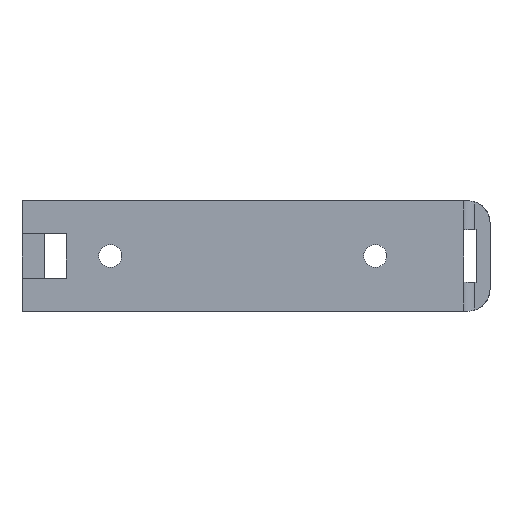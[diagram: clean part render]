
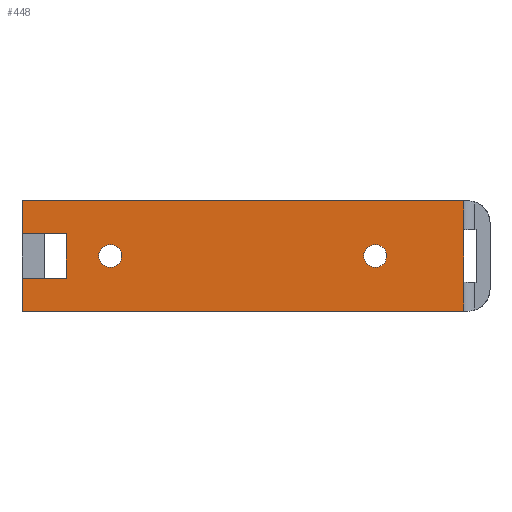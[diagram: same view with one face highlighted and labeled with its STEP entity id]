
A CAD part, top view. The second image highlights one B-rep face of the part: STEP entity #448.
In plain terms, the highlighted planar face has unit normal (0, 0, 1).
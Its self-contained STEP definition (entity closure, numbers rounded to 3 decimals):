
#15=FACE_BOUND('',#67,.T.);
#16=FACE_BOUND('',#68,.T.);
#24=PLANE('',#492);
#44=FACE_OUTER_BOUND('',#66,.T.);
#66=EDGE_LOOP('',(#343,#344,#345,#346,#347,#348,#349,#350,#351,#352));
#67=EDGE_LOOP('',(#353));
#68=EDGE_LOOP('',(#354));
#95=CIRCLE('',#493,2.6);
#96=CIRCLE('',#494,2.6);
#100=LINE('',#646,#150);
#104=LINE('',#655,#154);
#106=LINE('',#670,#156);
#116=LINE('',#698,#166);
#117=LINE('',#700,#167);
#118=LINE('',#702,#168);
#119=LINE('',#704,#169);
#120=LINE('',#706,#170);
#121=LINE('',#708,#171);
#122=LINE('',#709,#172);
#150=VECTOR('',#518,10.);
#154=VECTOR('',#526,10.);
#156=VECTOR('',#534,10.);
#166=VECTOR('',#562,10.);
#167=VECTOR('',#563,10.);
#168=VECTOR('',#564,10.);
#169=VECTOR('',#565,10.);
#170=VECTOR('',#566,10.);
#171=VECTOR('',#567,10.);
#172=VECTOR('',#568,10.);
#204=VERTEX_POINT('',#643);
#205=VERTEX_POINT('',#645);
#208=VERTEX_POINT('',#653);
#212=VERTEX_POINT('',#668);
#221=VERTEX_POINT('',#697);
#222=VERTEX_POINT('',#699);
#223=VERTEX_POINT('',#701);
#224=VERTEX_POINT('',#703);
#225=VERTEX_POINT('',#705);
#226=VERTEX_POINT('',#707);
#227=VERTEX_POINT('',#710);
#228=VERTEX_POINT('',#712);
#246=EDGE_CURVE('',#205,#204,#100,.T.);
#251=EDGE_CURVE('',#204,#208,#104,.T.);
#256=EDGE_CURVE('',#208,#212,#106,.T.);
#270=EDGE_CURVE('',#212,#221,#116,.T.);
#271=EDGE_CURVE('',#221,#222,#117,.T.);
#272=EDGE_CURVE('',#222,#223,#118,.T.);
#273=EDGE_CURVE('',#223,#224,#119,.T.);
#274=EDGE_CURVE('',#224,#225,#120,.T.);
#275=EDGE_CURVE('',#225,#226,#121,.T.);
#276=EDGE_CURVE('',#226,#205,#122,.T.);
#277=EDGE_CURVE('',#227,#227,#95,.T.);
#278=EDGE_CURVE('',#228,#228,#96,.T.);
#343=ORIENTED_EDGE('',*,*,#246,.T.);
#344=ORIENTED_EDGE('',*,*,#251,.T.);
#345=ORIENTED_EDGE('',*,*,#256,.T.);
#346=ORIENTED_EDGE('',*,*,#270,.T.);
#347=ORIENTED_EDGE('',*,*,#271,.T.);
#348=ORIENTED_EDGE('',*,*,#272,.T.);
#349=ORIENTED_EDGE('',*,*,#273,.T.);
#350=ORIENTED_EDGE('',*,*,#274,.T.);
#351=ORIENTED_EDGE('',*,*,#275,.T.);
#352=ORIENTED_EDGE('',*,*,#276,.T.);
#353=ORIENTED_EDGE('',*,*,#277,.T.);
#354=ORIENTED_EDGE('',*,*,#278,.T.);
#448=ADVANCED_FACE('',(#44,#15,#16),#24,.T.);
#492=AXIS2_PLACEMENT_3D('',#696,#560,#561);
#493=AXIS2_PLACEMENT_3D('',#711,#569,#570);
#494=AXIS2_PLACEMENT_3D('',#713,#571,#572);
#518=DIRECTION('',(0.,1.,0.));
#526=DIRECTION('',(0.,1.,0.));
#534=DIRECTION('',(0.,1.,0.));
#560=DIRECTION('center_axis',(0.,0.,1.));
#561=DIRECTION('ref_axis',(1.,0.,0.));
#562=DIRECTION('',(-1.,0.,0.));
#563=DIRECTION('',(0.,-1.,0.));
#564=DIRECTION('',(1.,0.,0.));
#565=DIRECTION('',(0.,-1.,0.));
#566=DIRECTION('',(-1.,0.,0.));
#567=DIRECTION('',(0.,-1.,0.));
#568=DIRECTION('',(1.,0.,0.));
#569=DIRECTION('center_axis',(0.,0.,-1.));
#570=DIRECTION('ref_axis',(1.,0.,0.));
#571=DIRECTION('center_axis',(0.,0.,-1.));
#572=DIRECTION('ref_axis',(1.,0.,0.));
#643=CARTESIAN_POINT('',(50.,-6.,1.5));
#645=CARTESIAN_POINT('',(50.,-12.5,1.5));
#646=CARTESIAN_POINT('',(50.,-12.5,1.5));
#653=CARTESIAN_POINT('',(50.,6.,1.5));
#655=CARTESIAN_POINT('',(50.,-12.5,1.5));
#668=CARTESIAN_POINT('',(50.,12.5,1.5));
#670=CARTESIAN_POINT('',(50.,-12.5,1.5));
#696=CARTESIAN_POINT('Origin',(0.,0.,1.5));
#697=CARTESIAN_POINT('',(-50.,12.5,1.5));
#698=CARTESIAN_POINT('',(-50.,12.5,1.5));
#699=CARTESIAN_POINT('',(-50.,5.,1.5));
#700=CARTESIAN_POINT('',(-50.,-12.5,1.5));
#701=CARTESIAN_POINT('',(-40.,5.,1.5));
#702=CARTESIAN_POINT('',(-40.,5.,1.5));
#703=CARTESIAN_POINT('',(-40.,-5.,1.5));
#704=CARTESIAN_POINT('',(-40.,-5.,1.5));
#705=CARTESIAN_POINT('',(-50.,-5.,1.5));
#706=CARTESIAN_POINT('',(-45.,-5.,1.5));
#707=CARTESIAN_POINT('',(-50.,-12.5,1.5));
#708=CARTESIAN_POINT('',(-50.,-12.5,1.5));
#709=CARTESIAN_POINT('',(50.,-12.5,1.5));
#710=CARTESIAN_POINT('',(-32.6,0.,1.5));
#711=CARTESIAN_POINT('Origin',(-30.,0.,1.5));
#712=CARTESIAN_POINT('',(27.4,0.,1.5));
#713=CARTESIAN_POINT('Origin',(30.,0.,1.5));
